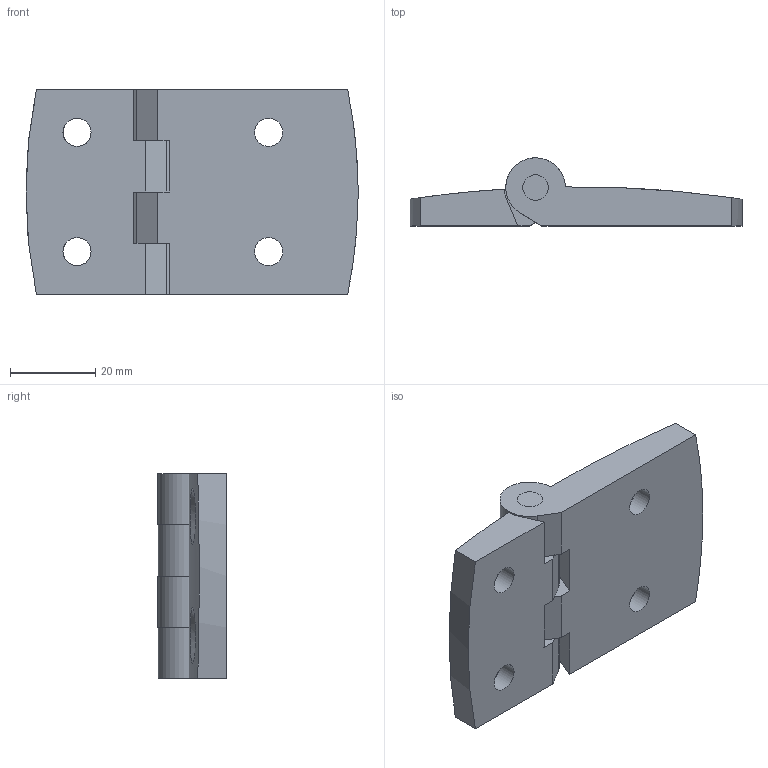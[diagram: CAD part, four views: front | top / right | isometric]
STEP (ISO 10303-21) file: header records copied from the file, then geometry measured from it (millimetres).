
FILE_DESCRIPTION( ( 'STEP AP214' ), '1' );
FILE_NAME( 'K0435.301828_0_1.stp', '2020-12-08T08:46:58', ( '' ), ( '' ), ' ', 'PARTsolutions', ' ' );
FILE_SCHEMA( ( 'AUTOMOTIVE_DESIGN { 1 0 10303 214 1 1 1 1 }' ) );
Length unit declared in the file: millimetre
Products named in the file (4): K0435.301828_0_1; _K0435_1013; _K0435_2013; _K0435_3013
Assembly tree (3 placements, depth 2):
  K0435.301828_0_1
    _K0435_1013
    _K0435_2013
    _K0435_3013
Bounding box: 77.98 x 16 x 48 mm (x, y, z)
Volume: 31360.7 mm3; surface area: 13450.1 mm2
Topology: 3 solids, 3 shells, 49 faces, 129 edges, 86 vertices
Faces by surface type: plane 23, cylinder 22, cone 4
Full cylindrical faces by diameter (mm): 6 x5, 6.6 x4
Entity records: 2268 total; most frequent: CARTESIAN_POINT 606, DIRECTION 258, ORIENTED_EDGE 224, EDGE_CURVE 112, AXIS2_PLACEMENT_3D 100, VERTEX_POINT 82, EDGE_LOOP 78, FACE_OUTER_BOUND 58
